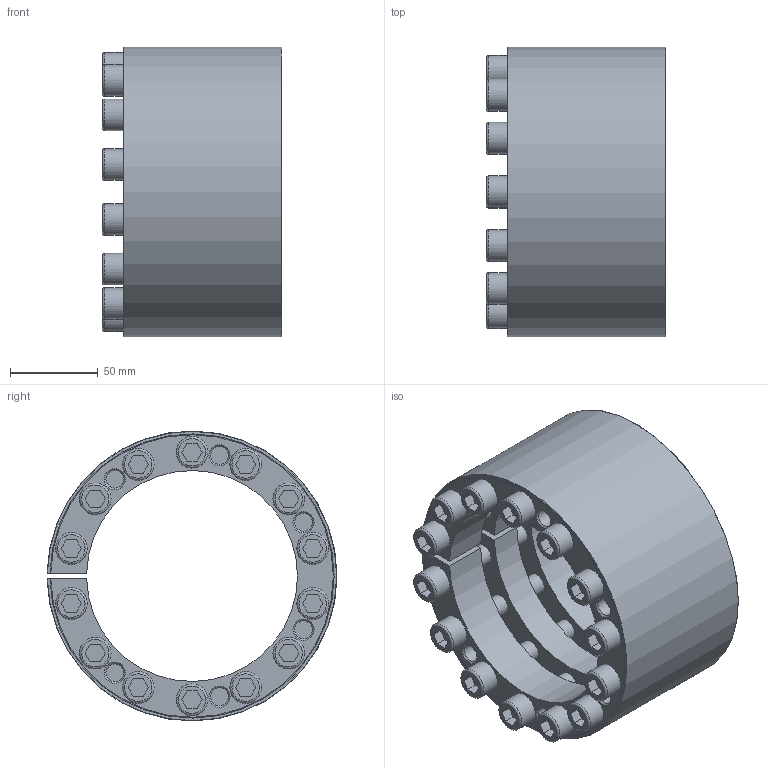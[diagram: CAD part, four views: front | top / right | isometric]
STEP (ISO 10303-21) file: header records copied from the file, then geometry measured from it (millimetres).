
FILE_DESCRIPTION(/* description */ ('STEP AP214'),/* implementation_level */ '2;1');
FILE_NAME(/* name */ 'KLEE120',/* time_stamp */ '2024-05-23T14:12:40+02:00',/* author */ ('License CC BY-ND 4.0'),/* organization */ ('CADENAS'),/* preprocessor_version */ 'ST-DEVELOPER v19.3',/* originating_system */ 'PARTsolutions',/* authorisation */ ' ');
FILE_SCHEMA (('AUTOMOTIVE_DESIGN {1 0 10303 214 3 1 1}'));
Length unit declared in the file: millimetre
Products named in the file (6): KLEE120; KLEE120_threaded_KLEE; KLEE120_outer; KLEE120_threaded_KLEE2; KLEE120_nothread; 174_KLEE
Assembly tree (18 placements, depth 2):
  KLEE120
    KLEE120_threaded_KLEE
    KLEE120_outer
    KLEE120_threaded_KLEE2
    KLEE120_nothread
    174_KLEE  x14
Bounding box: 102 x 164.98 x 164.99 mm (x, y, z)
Volume: 798426 mm3; surface area: 275057.9 mm2
Topology: 17 solids, 17 shells, 350 faces, 754 edges, 467 vertices
Faces by surface type: plane 154, cylinder 80, cone 72, torus 44
Full cylindrical faces by diameter (mm): 10.106 x34, 12 x14, 12.6 x14, 18 x14
Entity records: 3773 total; most frequent: DIRECTION 664, CARTESIAN_POINT 595, ORIENTED_EDGE 434, EDGE_LOOP 322, FACE_BOUND 322, AXIS2_PLACEMENT_3D 311, EDGE_CURVE 217, VERTEX_POINT 193
